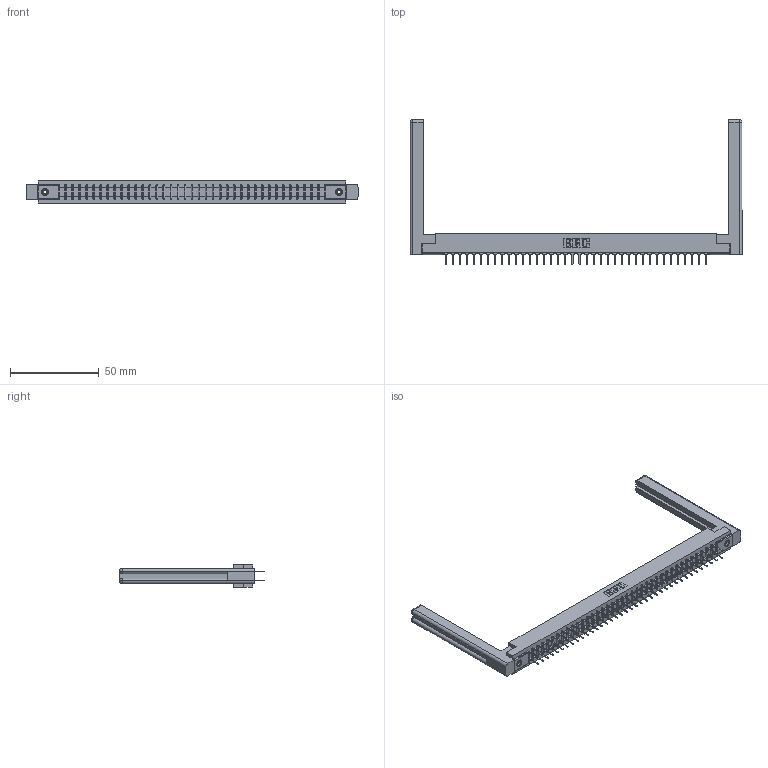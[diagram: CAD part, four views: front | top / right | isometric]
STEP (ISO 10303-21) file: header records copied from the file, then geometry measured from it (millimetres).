
FILE_DESCRIPTION (( 'STEP AP203' ), '1' );
FILE_NAME ('357-076-524-258.STEP', '2019-09-19T13:24:35', ( '' ), ( '' ), 'SwSTEP 2.0', 'SolidWorks 2016', '' );
FILE_SCHEMA (( 'CONFIG_CONTROL_DESIGN' ));
Length unit declared in the file: inch
Products named in the file (5): 307 Part_.156 Dia Mounting Holes; 307-220-058; 357-076-524-258; 307-290-001_524; 345-250-001_345-250-001-102
Assembly tree (81 placements, depth 2):
  357-076-524-258
    307 Part_.156 Dia Mounting Holes
    307-290-001_524  x76
    307-220-058  x2
    345-250-001_345-250-001-102  x2
Bounding box: 187.2 x 81.74 x 12.7 mm (x, y, z)
Volume: 26982.8 mm3; surface area: 28844.8 mm2
Topology: 81 solids, 81 shells, 3795 faces, 10557 edges, 6818 vertices
Faces by surface type: plane 2510, cylinder 1183, sphere 78, torus 12, cone 12
Entity records: 36887 total; most frequent: CARTESIAN_POINT 6053, ORIENTED_EDGE 5940, DIRECTION 5888, EDGE_CURVE 2970, VECTOR 2274, LINE 2274, VERTEX_POINT 1918, AXIS2_PLACEMENT_3D 1807
